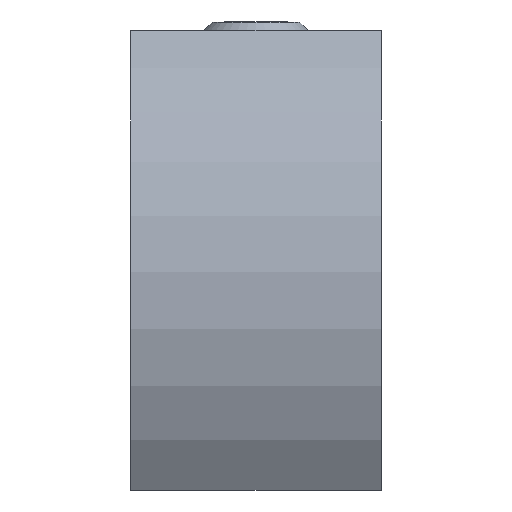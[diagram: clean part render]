
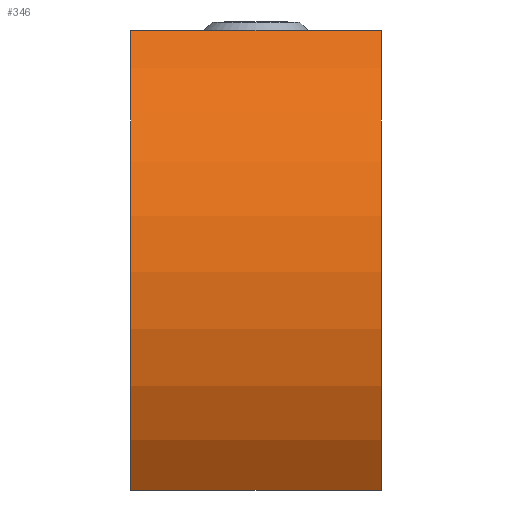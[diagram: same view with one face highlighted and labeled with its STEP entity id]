
A CAD part, left-side view. The second image highlights one B-rep face of the part: STEP entity #346.
In plain terms, the highlighted cylindrical face has radius 16 mm (diameter 32 mm), a partial arc.
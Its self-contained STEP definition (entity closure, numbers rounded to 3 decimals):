
#244=VERTEX_POINT('',#677);
#346=ADVANCED_FACE('',(#794),#795,.T.);
#418=EDGE_CURVE('',#534,#588,#875,.T.);
#502=EDGE_CURVE('',#244,#646,#971,.T.);
#534=VERTEX_POINT('',#1005);
#588=VERTEX_POINT('',#1067);
#602=EDGE_CURVE('',#244,#534,#1084,.T.);
#632=EDGE_CURVE('',#646,#588,#1115,.T.);
#646=VERTEX_POINT('',#1129);
#677=CARTESIAN_POINT('',(-9.327,-6.0,22.));
#794=FACE_OUTER_BOUND('',#1322,.T.);
#795=CYLINDRICAL_SURFACE('',#1323,16.0);
#875=CIRCLE('',#1434,16.0);
#971=CIRCLE('',#1595,16.0);
#1005=CARTESIAN_POINT('',(-9.327,6.0,22.));
#1067=CARTESIAN_POINT('',(-13.229,6.0,0.));
#1084=LINE('',#1782,#1783);
#1115=LINE('',#1862,#1863);
#1129=CARTESIAN_POINT('',(-13.229,-6.0,0.));
#1322=EDGE_LOOP('',(#2050,#2051,#2052,#2053));
#1323=AXIS2_PLACEMENT_3D('',#2054,#2055,#2056);
#1434=AXIS2_PLACEMENT_3D('',#2141,#2142,#2143);
#1595=AXIS2_PLACEMENT_3D('',#2253,#2254,#2255);
#1782=CARTESIAN_POINT('',(-9.327,-6.0,22.));
#1783=VECTOR('',#2391,1.0);
#1862=CARTESIAN_POINT('',(-13.229,-6.0,0.));
#1863=VECTOR('',#2419,1.0);
#2050=ORIENTED_EDGE('',*,*,#418,.T.);
#2051=ORIENTED_EDGE('',*,*,#632,.F.);
#2052=ORIENTED_EDGE('',*,*,#502,.F.);
#2053=ORIENTED_EDGE('',*,*,#602,.T.);
#2054=CARTESIAN_POINT('',(0.,-6.0,9.));
#2055=DIRECTION('',(-0.0,-1.0,-0.0));
#2056=DIRECTION('',(-0.583,0.0,0.813));
#2141=CARTESIAN_POINT('',(0.,6.0,9.));
#2142=DIRECTION('',(0.0,-1.0,0.0));
#2143=DIRECTION('',(-0.583,0.0,0.813));
#2253=CARTESIAN_POINT('',(0.,-6.0,9.));
#2254=DIRECTION('',(0.0,-1.0,0.0));
#2255=DIRECTION('',(-0.583,0.0,0.813));
#2391=DIRECTION('',(0.0,1.0,0.0));
#2419=DIRECTION('',(0.0,1.0,0.0));
